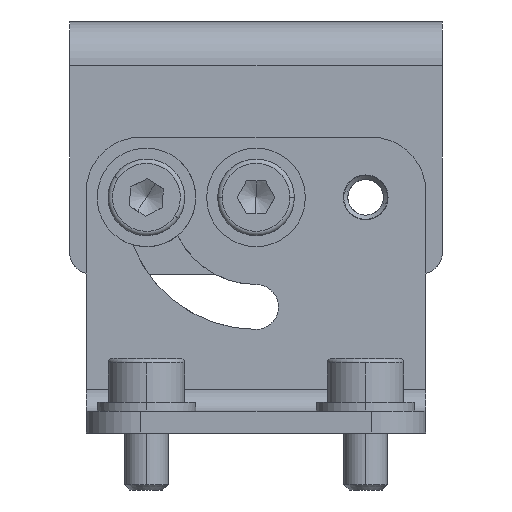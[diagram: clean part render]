
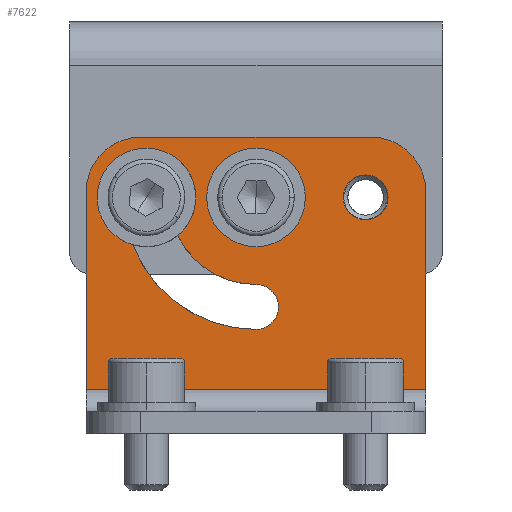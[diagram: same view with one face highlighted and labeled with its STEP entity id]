
A CAD part, left-side view. The second image highlights one B-rep face of the part: STEP entity #7622.
In plain terms, the highlighted planar face has unit normal (-1, 0, 0).
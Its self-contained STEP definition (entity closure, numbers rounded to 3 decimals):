
#916=DIRECTION('',(0.,0.,1.));
#917=VECTOR('',#916,18.);
#918=CARTESIAN_POINT('',(-35.5,-15.5,4.));
#919=LINE('',#918,#917);
#920=CARTESIAN_POINT('',(-35.5,10.5,22.));
#921=DIRECTION('',(-1.,0.,0.));
#922=DIRECTION('',(0.,0.,1.));
#923=AXIS2_PLACEMENT_3D('',#920,#921,#922);
#925=CARTESIAN_POINT('',(-35.5,-10.5,22.));
#926=DIRECTION('',(-1.,0.,0.));
#927=DIRECTION('',(0.,-1.,0.));
#928=AXIS2_PLACEMENT_3D('',#925,#926,#927);
#930=CARTESIAN_POINT('',(-35.5,-10.,21.5));
#931=DIRECTION('',(1.,0.,0.));
#932=DIRECTION('',(0.,1.,0.));
#933=AXIS2_PLACEMENT_3D('',#930,#931,#932);
#935=CARTESIAN_POINT('',(-35.5,-10.,21.5));
#936=DIRECTION('',(1.,0.,0.));
#937=DIRECTION('',(0.,-1.,0.));
#938=AXIS2_PLACEMENT_3D('',#935,#936,#937);
#940=CARTESIAN_POINT('',(-35.5,0.,21.5));
#941=DIRECTION('',(-1.,0.,0.));
#942=DIRECTION('',(0.,0.,1.));
#943=AXIS2_PLACEMENT_3D('',#940,#941,#942);
#945=CARTESIAN_POINT('',(-35.5,0.,21.5));
#946=DIRECTION('',(-1.,0.,0.));
#947=DIRECTION('',(0.,0.,-1.));
#948=AXIS2_PLACEMENT_3D('',#945,#946,#947);
#950=CARTESIAN_POINT('',(-35.5,10.,21.5));
#951=DIRECTION('',(-1.,0.,0.));
#952=DIRECTION('',(0.,-0.547,0.837));
#953=AXIS2_PLACEMENT_3D('',#950,#951,#952);
#955=CARTESIAN_POINT('',(-35.5,10.,21.5));
#956=DIRECTION('',(-1.,0.,0.));
#957=DIRECTION('',(0.,0.547,-0.837));
#958=AXIS2_PLACEMENT_3D('',#955,#956,#957);
#960=CARTESIAN_POINT('',(-35.5,0.,21.5));
#961=DIRECTION('',(1.,0.,0.));
#962=DIRECTION('',(0.,0.,-1.));
#963=AXIS2_PLACEMENT_3D('',#960,#961,#962);
#965=CARTESIAN_POINT('',(-35.5,0.,11.5));
#966=DIRECTION('',(1.,0.,0.));
#967=DIRECTION('',(0.,-1.,0.));
#968=AXIS2_PLACEMENT_3D('',#965,#966,#967);
#970=CARTESIAN_POINT('',(-35.5,0.,11.5));
#971=DIRECTION('',(1.,0.,0.));
#972=DIRECTION('',(0.,0.,1.));
#973=AXIS2_PLACEMENT_3D('',#970,#971,#972);
#975=CARTESIAN_POINT('',(-35.5,0.,21.5));
#976=DIRECTION('',(-1.,0.,0.));
#977=DIRECTION('',(0.,0.899,-0.438));
#978=AXIS2_PLACEMENT_3D('',#975,#976,#977);
#980=CARTESIAN_POINT('',(-35.5,10.,21.5));
#981=DIRECTION('',(-1.,0.,0.));
#982=DIRECTION('',(0.,-0.634,-0.773));
#983=AXIS2_PLACEMENT_3D('',#980,#981,#982);
#1038=DIRECTION('',(0.,-1.,0.));
#1039=VECTOR('',#1038,21.);
#1040=CARTESIAN_POINT('',(-35.5,10.5,27.));
#1041=LINE('',#1040,#1039);
#1059=DIRECTION('',(0.,0.,1.));
#1060=VECTOR('',#1059,18.);
#1061=CARTESIAN_POINT('',(-35.5,15.5,4.));
#1062=LINE('',#1061,#1060);
#1077=DIRECTION('',(0.,1.,0.));
#1078=VECTOR('',#1077,31.);
#1079=CARTESIAN_POINT('',(-35.5,-15.5,4.));
#1080=LINE('',#1079,#1078);
#5021=CARTESIAN_POINT('',(-35.5,0.,13.55));
#5023=VERTEX_POINT('',#5021);
#5027=CARTESIAN_POINT('',(-35.5,0.,9.45));
#5028=VERTEX_POINT('',#5027);
#5029=CARTESIAN_POINT('',(-35.5,-2.05,11.5));
#5030=VERTEX_POINT('',#5029);
#5041=CARTESIAN_POINT('',(-35.5,-15.5,4.));
#5042=CARTESIAN_POINT('',(-35.5,-15.5,22.));
#5043=VERTEX_POINT('',#5041);
#5044=VERTEX_POINT('',#5042);
#5063=CARTESIAN_POINT('',(-35.5,15.5,4.));
#5064=CARTESIAN_POINT('',(-35.5,15.5,22.));
#5065=VERTEX_POINT('',#5063);
#5066=VERTEX_POINT('',#5064);
#5077=CARTESIAN_POINT('',(-35.5,10.5,27.));
#5078=CARTESIAN_POINT('',(-35.5,-10.5,27.));
#5079=VERTEX_POINT('',#5077);
#5080=VERTEX_POINT('',#5078);
#5113=CARTESIAN_POINT('',(-35.5,-7.95,21.5));
#5115=VERTEX_POINT('',#5113);
#5117=CARTESIAN_POINT('',(-35.5,-12.05,21.5));
#5119=VERTEX_POINT('',#5117);
#5297=CARTESIAN_POINT('',(-35.5,0.,26.));
#5298=CARTESIAN_POINT('',(-35.5,0.,17.));
#5299=VERTEX_POINT('',#5297);
#5300=VERTEX_POINT('',#5298);
#5311=CARTESIAN_POINT('',(-35.5,7.537,25.266));
#5312=CARTESIAN_POINT('',(-35.5,12.463,17.734));
#5313=VERTEX_POINT('',#5311);
#5314=VERTEX_POINT('',#5312);
#5315=CARTESIAN_POINT('',(-35.5,11.248,17.176));
#5316=VERTEX_POINT('',#5315);
#5317=CARTESIAN_POINT('',(-35.5,7.148,18.019));
#5318=VERTEX_POINT('',#5317);
#7579=CARTESIAN_POINT('',(-35.5,-15.5,27.));
#7580=DIRECTION('',(1.,0.,0.));
#7581=DIRECTION('',(0.,-1.,0.));
#7582=AXIS2_PLACEMENT_3D('',#7579,#7580,#7581);
#7583=PLANE('',#7582);
#7585=ORIENTED_EDGE('',*,*,#7584,.F.);
#7587=ORIENTED_EDGE('',*,*,#7586,.T.);
#7589=ORIENTED_EDGE('',*,*,#7588,.T.);
#7591=ORIENTED_EDGE('',*,*,#7590,.F.);
#7593=ORIENTED_EDGE('',*,*,#7592,.T.);
#7595=ORIENTED_EDGE('',*,*,#7594,.F.);
#7596=EDGE_LOOP('',(#7585,#7587,#7589,#7591,#7593,#7595));
#7597=FACE_OUTER_BOUND('',#7596,.F.);
#7599=ORIENTED_EDGE('',*,*,#7598,.F.);
#7601=ORIENTED_EDGE('',*,*,#7600,.F.);
#7602=EDGE_LOOP('',(#7599,#7601));
#7603=FACE_BOUND('',#7602,.F.);
#7605=ORIENTED_EDGE('',*,*,#7604,.T.);
#7607=ORIENTED_EDGE('',*,*,#7606,.T.);
#7608=EDGE_LOOP('',(#7605,#7607));
#7609=FACE_BOUND('',#7608,.F.);
#7611=ORIENTED_EDGE('',*,*,#7610,.T.);
#7613=ORIENTED_EDGE('',*,*,#7612,.T.);
#7614=ORIENTED_EDGE('',*,*,#7537,.F.);
#7615=ORIENTED_EDGE('',*,*,#7565,.F.);
#7616=ORIENTED_EDGE('',*,*,#7563,.F.);
#7617=ORIENTED_EDGE('',*,*,#7499,.F.);
#7619=ORIENTED_EDGE('',*,*,#7618,.T.);
#7620=EDGE_LOOP('',(#7611,#7613,#7614,#7615,#7616,#7617,#7619));
#7621=FACE_BOUND('',#7620,.F.);
#7622=ADVANCED_FACE('',(#7597,#7603,#7609,#7621),#7583,.F.);
#924=CIRCLE('',#923,5.);
#929=CIRCLE('',#928,5.);
#934=CIRCLE('',#933,2.05);
#939=CIRCLE('',#938,2.05);
#944=CIRCLE('',#943,4.5);
#949=CIRCLE('',#948,4.5);
#954=CIRCLE('',#953,4.5);
#959=CIRCLE('',#958,4.5);
#964=CIRCLE('',#963,12.05);
#969=CIRCLE('',#968,2.05);
#974=CIRCLE('',#973,2.05);
#979=CIRCLE('',#978,7.95);
#984=CIRCLE('',#983,4.5);
#7499=EDGE_CURVE('',#5318,#5023,#979,.T.);
#7537=EDGE_CURVE('',#5028,#5316,#964,.T.);
#7563=EDGE_CURVE('',#5023,#5030,#974,.T.);
#7565=EDGE_CURVE('',#5030,#5028,#969,.T.);
#7584=EDGE_CURVE('',#5043,#5044,#919,.T.);
#7586=EDGE_CURVE('',#5043,#5065,#1080,.T.);
#7588=EDGE_CURVE('',#5065,#5066,#1062,.T.);
#7590=EDGE_CURVE('',#5079,#5066,#924,.T.);
#7592=EDGE_CURVE('',#5079,#5080,#1041,.T.);
#7594=EDGE_CURVE('',#5044,#5080,#929,.T.);
#7598=EDGE_CURVE('',#5115,#5119,#934,.T.);
#7600=EDGE_CURVE('',#5119,#5115,#939,.T.);
#7604=EDGE_CURVE('',#5299,#5300,#944,.T.);
#7606=EDGE_CURVE('',#5300,#5299,#949,.T.);
#7610=EDGE_CURVE('',#5313,#5314,#954,.T.);
#7612=EDGE_CURVE('',#5314,#5316,#959,.T.);
#7618=EDGE_CURVE('',#5318,#5313,#984,.T.);
